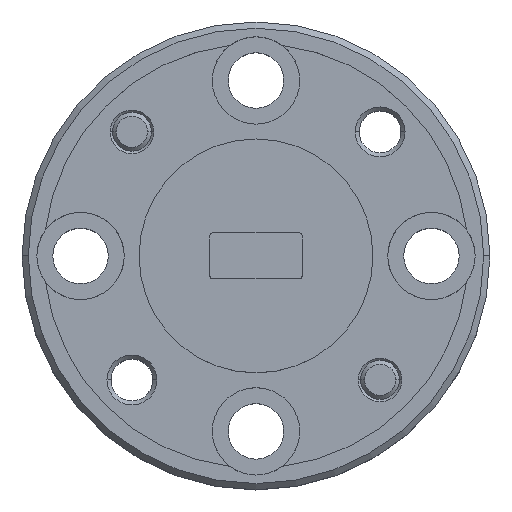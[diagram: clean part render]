
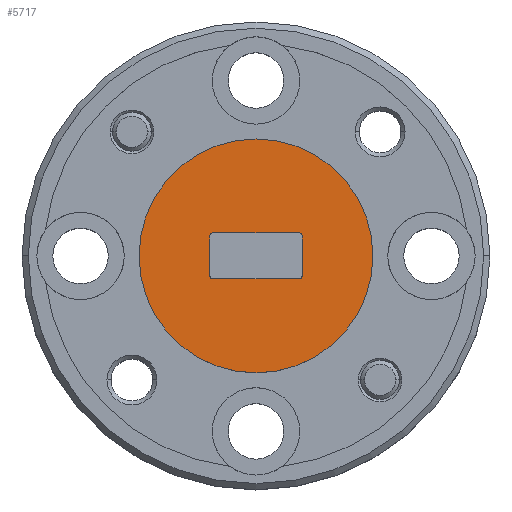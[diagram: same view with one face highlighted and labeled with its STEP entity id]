
A CAD part, top view. The second image highlights one B-rep face of the part: STEP entity #5717.
In plain terms, the highlighted planar face has unit normal (0, 0, 1).
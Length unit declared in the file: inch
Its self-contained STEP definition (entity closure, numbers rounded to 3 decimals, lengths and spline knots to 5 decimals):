
#17 = CARTESIAN_POINT ( 'NONE',  ( -0.074, -0.037, 0. ) ) ;
#21 = ORIENTED_EDGE ( 'NONE', *, *, #7220, .F. ) ;
#29 = EDGE_CURVE ( 'NONE', #7438, #1411, #613, .T. ) ;
#164 = VERTEX_POINT ( 'NONE', #1065 ) ;
#188 = CARTESIAN_POINT ( 'NONE',  ( 0.074, 0.032, 0. ) ) ;
#212 = DIRECTION ( 'NONE',  ( 1., 0., 0. ) ) ;
#228 = ORIENTED_EDGE ( 'NONE', *, *, #6747, .T. ) ;
#286 = AXIS2_PLACEMENT_3D ( 'NONE', #5219, #2851, #5176 ) ;
#314 = CARTESIAN_POINT ( 'NONE',  ( 0., 0., 0. ) ) ;
#375 = VECTOR ( 'NONE', #4858, 39.37008 ) ;
#477 = CARTESIAN_POINT ( 'NONE',  ( 0.074, -0.032, 0. ) ) ;
#613 = CIRCLE ( 'NONE', #3438, 0.005 ) ;
#660 = VERTEX_POINT ( 'NONE', #477 ) ;
#745 = DIRECTION ( 'NONE',  ( -1., 0., 0. ) ) ;
#746 = AXIS2_PLACEMENT_3D ( 'NONE', #5901, #3533, #2887 ) ;
#755 = VECTOR ( 'NONE', #745, 39.37008 ) ;
#786 = LINE ( 'NONE', #905, #755 ) ;
#831 = EDGE_CURVE ( 'NONE', #4825, #1066, #3071, .T. ) ;
#905 = CARTESIAN_POINT ( 'NONE',  ( -0.074, 0.037, 0. ) ) ;
#963 = PLANE ( 'NONE',  #2734 ) ;
#973 = VERTEX_POINT ( 'NONE', #1746 ) ;
#1049 = LINE ( 'NONE', #17, #4571 ) ;
#1065 = CARTESIAN_POINT ( 'NONE',  ( -0.074, -0.032, 0. ) ) ;
#1066 = VERTEX_POINT ( 'NONE', #6069 ) ;
#1206 = ORIENTED_EDGE ( 'NONE', *, *, #5956, .T. ) ;
#1307 = EDGE_CURVE ( 'NONE', #973, #1660, #2350, .T. ) ;
#1352 = DIRECTION ( 'NONE',  ( 1., 0., 0. ) ) ;
#1411 = VERTEX_POINT ( 'NONE', #188 ) ;
#1536 = CIRCLE ( 'NONE', #2519, 0.1875 ) ;
#1554 = EDGE_CURVE ( 'NONE', #2265, #4993, #6599, .T. ) ;
#1578 = DIRECTION ( 'NONE',  ( 1., 0., 0. ) ) ;
#1660 = VERTEX_POINT ( 'NONE', #5741 ) ;
#1746 = CARTESIAN_POINT ( 'NONE',  ( -0.074, 0.032, 0. ) ) ;
#1826 = CARTESIAN_POINT ( 'NONE',  ( 0.074, -0.037, 0. ) ) ;
#1906 = CARTESIAN_POINT ( 'NONE',  ( 0.1875, 0., 0. ) ) ;
#2124 = CARTESIAN_POINT ( 'NONE',  ( 0.069, -0.037, 0. ) ) ;
#2265 = VERTEX_POINT ( 'NONE', #6621 ) ;
#2350 = CIRCLE ( 'NONE', #746, 0.005 ) ;
#2372 = CIRCLE ( 'NONE', #3220, 0.005 ) ;
#2458 = ORIENTED_EDGE ( 'NONE', *, *, #3222, .T. ) ;
#2519 = AXIS2_PLACEMENT_3D ( 'NONE', #3131, #4353, #212 ) ;
#2655 = EDGE_CURVE ( 'NONE', #7438, #1660, #786, .T. ) ;
#2723 = CARTESIAN_POINT ( 'NONE',  ( 0.069, 0.032, 0. ) ) ;
#2734 = AXIS2_PLACEMENT_3D ( 'NONE', #314, #4459, #1578 ) ;
#2803 = DIRECTION ( 'NONE',  ( 0., 0., -1. ) ) ;
#2851 = DIRECTION ( 'NONE',  ( 0., 0., -1. ) ) ;
#2869 = LINE ( 'NONE', #1826, #3624 ) ;
#2887 = DIRECTION ( 'NONE',  ( 1., 0., 0. ) ) ;
#3071 = CIRCLE ( 'NONE', #3807, 0.1875 ) ;
#3131 = CARTESIAN_POINT ( 'NONE',  ( 0., 0., 0. ) ) ;
#3159 = DIRECTION ( 'NONE',  ( 0., 0., -1. ) ) ;
#3220 = AXIS2_PLACEMENT_3D ( 'NONE', #6614, #3159, #1352 ) ;
#3222 = EDGE_CURVE ( 'NONE', #2265, #164, #2372, .T. ) ;
#3438 = AXIS2_PLACEMENT_3D ( 'NONE', #2723, #2803, #4023 ) ;
#3533 = DIRECTION ( 'NONE',  ( 0., 0., -1. ) ) ;
#3624 = VECTOR ( 'NONE', #7093, 39.37008 ) ;
#3807 = AXIS2_PLACEMENT_3D ( 'NONE', #5577, #5074, #7436 ) ;
#3923 = EDGE_CURVE ( 'NONE', #973, #164, #1049, .T. ) ;
#4023 = DIRECTION ( 'NONE',  ( 1., 0., 0. ) ) ;
#4074 = ORIENTED_EDGE ( 'NONE', *, *, #1307, .T. ) ;
#4353 = DIRECTION ( 'NONE',  ( 0., 0., 1. ) ) ;
#4417 = FACE_BOUND ( 'NONE', #6806, .T. ) ;
#4434 = ORIENTED_EDGE ( 'NONE', *, *, #2655, .F. ) ;
#4459 = DIRECTION ( 'NONE',  ( 0., 0., 1. ) ) ;
#4571 = VECTOR ( 'NONE', #6382, 39.37008 ) ;
#4636 = ORIENTED_EDGE ( 'NONE', *, *, #1554, .F. ) ;
#4650 = ORIENTED_EDGE ( 'NONE', *, *, #29, .T. ) ;
#4825 = VERTEX_POINT ( 'NONE', #1906 ) ;
#4858 = DIRECTION ( 'NONE',  ( 1., 0., 0. ) ) ;
#4993 = VERTEX_POINT ( 'NONE', #2124 ) ;
#5017 = FACE_OUTER_BOUND ( 'NONE', #5917, .T. ) ;
#5074 = DIRECTION ( 'NONE',  ( 0., 0., 1. ) ) ;
#5176 = DIRECTION ( 'NONE',  ( 1., 0., 0. ) ) ;
#5219 = CARTESIAN_POINT ( 'NONE',  ( 0.069, -0.032, 0. ) ) ;
#5401 = CARTESIAN_POINT ( 'NONE',  ( 0.069, 0.037, 0. ) ) ;
#5434 = CARTESIAN_POINT ( 'NONE',  ( -0.074, -0.037, 0. ) ) ;
#5577 = CARTESIAN_POINT ( 'NONE',  ( 0., 0., 0. ) ) ;
#5717 = ADVANCED_FACE ( 'NONE', ( #4417, #5017 ), #963, .T. ) ;
#5741 = CARTESIAN_POINT ( 'NONE',  ( -0.069, 0.037, 0. ) ) ;
#5901 = CARTESIAN_POINT ( 'NONE',  ( -0.069, 0.032, 0. ) ) ;
#5917 = EDGE_LOOP ( 'NONE', ( #7237, #228 ) ) ;
#5956 = EDGE_CURVE ( 'NONE', #660, #4993, #7524, .T. ) ;
#6069 = CARTESIAN_POINT ( 'NONE',  ( -0.1875, 0., 0. ) ) ;
#6382 = DIRECTION ( 'NONE',  ( 0., -1., 0. ) ) ;
#6537 = ORIENTED_EDGE ( 'NONE', *, *, #3923, .F. ) ;
#6599 = LINE ( 'NONE', #5434, #375 ) ;
#6614 = CARTESIAN_POINT ( 'NONE',  ( -0.069, -0.032, 0. ) ) ;
#6621 = CARTESIAN_POINT ( 'NONE',  ( -0.069, -0.037, 0. ) ) ;
#6747 = EDGE_CURVE ( 'NONE', #1066, #4825, #1536, .T. ) ;
#6806 = EDGE_LOOP ( 'NONE', ( #4434, #4650, #21, #1206, #4636, #2458, #6537, #4074 ) ) ;
#7093 = DIRECTION ( 'NONE',  ( 0., 1., 0. ) ) ;
#7220 = EDGE_CURVE ( 'NONE', #660, #1411, #2869, .T. ) ;
#7237 = ORIENTED_EDGE ( 'NONE', *, *, #831, .T. ) ;
#7436 = DIRECTION ( 'NONE',  ( 1., 0., 0. ) ) ;
#7438 = VERTEX_POINT ( 'NONE', #5401 ) ;
#7524 = CIRCLE ( 'NONE', #286, 0.005 ) ;
